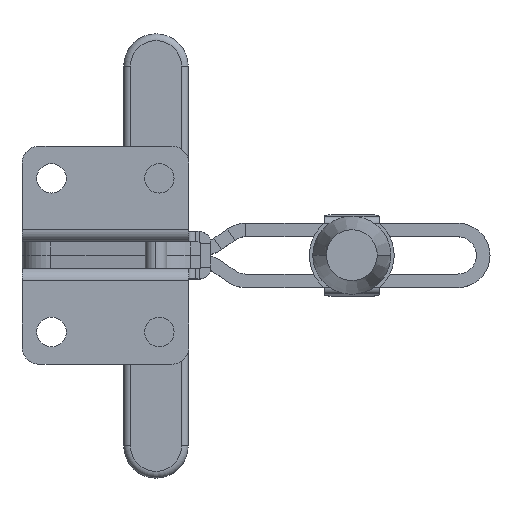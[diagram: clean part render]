
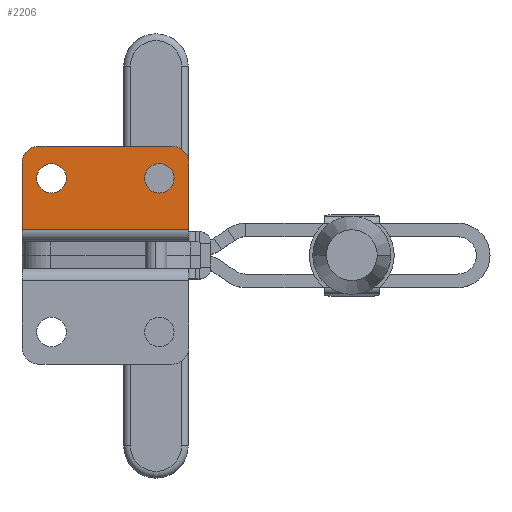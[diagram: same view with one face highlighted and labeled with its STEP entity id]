
A CAD part, top view. The second image highlights one B-rep face of the part: STEP entity #2206.
In plain terms, the highlighted planar face has unit normal (0, 0, 1).
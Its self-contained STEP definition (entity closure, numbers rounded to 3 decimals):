
#380 = CIRCLE ( 'NONE', #30827, 4.35 ) ;
#415 = CIRCLE ( 'NONE', #30835, 4.35 ) ;
#915 = LINE ( 'NONE', #5814, #918 ) ;
#918 = VECTOR ( 'NONE', #5815, 1000. ) ;
#919 = LINE ( 'NONE', #5817, #922 ) ;
#922 = VECTOR ( 'NONE', #5819, 1000. ) ;
#2206 = ADVANCED_FACE ( 'NONE', ( #25000, #25006, #25004 ), #19138, .F. ) ;
#2313 = CARTESIAN_POINT ( 'NONE',  ( -15.2, 22.65, 68. ) ) ;
#2315 = DIRECTION ( 'NONE',  ( 0., 0., -1. ) ) ;
#2316 = DIRECTION ( 'NONE',  ( 0., 1., 0. ) ) ;
#3907 = CARTESIAN_POINT ( 'NONE',  ( -47., 22.65, 68. ) ) ;
#3908 = DIRECTION ( 'NONE',  ( 0., 0., -1. ) ) ;
#3909 = DIRECTION ( 'NONE',  ( 0., 1., 0. ) ) ;
#5814 = CARTESIAN_POINT ( 'NONE',  ( -6.5, 7., 68. ) ) ;
#5815 = DIRECTION ( 'NONE',  ( 0., -1., 0. ) ) ;
#5817 = CARTESIAN_POINT ( 'NONE',  ( -11.5, 7.5, 68. ) ) ;
#5819 = DIRECTION ( 'NONE',  ( -1., 0., 0. ) ) ;
#7148 = CARTESIAN_POINT ( 'NONE',  ( -47., 18.3, 68. ) ) ;
#7220 = CARTESIAN_POINT ( 'NONE',  ( -15.2, 27., 68. ) ) ;
#7223 = CARTESIAN_POINT ( 'NONE',  ( -15.2, 18.3, 68. ) ) ;
#7291 = CARTESIAN_POINT ( 'NONE',  ( -47., 27., 68. ) ) ;
#11546 = EDGE_CURVE ( 'NONE', #12693, #13237, #16323, .T. ) ;
#11547 = EDGE_CURVE ( 'NONE', #13237, #12635, #16325, .T. ) ;
#11548 = EDGE_CURVE ( 'NONE', #12635, #12777, #16326, .T. ) ;
#11549 = EDGE_CURVE ( 'NONE', #24752, #24569, #16324, .T. ) ;
#11550 = EDGE_CURVE ( 'NONE', #24662, #24666, #16328, .T. ) ;
#11552 = EDGE_CURVE ( 'NONE', #13106, #12693, #16330, .T. ) ;
#12273 = AXIS2_PLACEMENT_3D ( 'NONE', #19141, #19124, #19131 ) ;
#12618 = VERTEX_POINT ( 'NONE', #29225 ) ;
#12635 = VERTEX_POINT ( 'NONE', #29308 ) ;
#12693 = VERTEX_POINT ( 'NONE', #29554 ) ;
#12777 = VERTEX_POINT ( 'NONE', #29708 ) ;
#13106 = VERTEX_POINT ( 'NONE', #19375 ) ;
#13237 = VERTEX_POINT ( 'NONE', #19505 ) ;
#16323 = CIRCLE ( 'NONE', #22567, 5. ) ;
#16324 = CIRCLE ( 'NONE', #22569, 4.35 ) ;
#16325 = LINE ( 'NONE', #16997, #16327 ) ;
#16326 = CIRCLE ( 'NONE', #22568, 5. ) ;
#16327 = VECTOR ( 'NONE', #17004, 1000. ) ;
#16328 = CIRCLE ( 'NONE', #22570, 4.35 ) ;
#16330 = LINE ( 'NONE', #17019, #16334 ) ;
#16334 = VECTOR ( 'NONE', #17025, 1000. ) ;
#16997 = CARTESIAN_POINT ( 'NONE',  ( -11.5, 32.15, 68. ) ) ;
#17004 = DIRECTION ( 'NONE',  ( 1., 0., 0. ) ) ;
#17009 = CARTESIAN_POINT ( 'NONE',  ( -50.7, 27.15, 68. ) ) ;
#17010 = DIRECTION ( 'NONE',  ( 0., 0., -1. ) ) ;
#17011 = DIRECTION ( 'NONE',  ( 0., -1., 0. ) ) ;
#17013 = CARTESIAN_POINT ( 'NONE',  ( -11.5, 27.15, 68. ) ) ;
#17014 = DIRECTION ( 'NONE',  ( 0., 0., -1. ) ) ;
#17015 = DIRECTION ( 'NONE',  ( 0., -1., 0. ) ) ;
#17016 = CARTESIAN_POINT ( 'NONE',  ( -47., 22.65, 68. ) ) ;
#17017 = DIRECTION ( 'NONE',  ( 0., 0., -1. ) ) ;
#17018 = DIRECTION ( 'NONE',  ( 0., 1., 0. ) ) ;
#17019 = CARTESIAN_POINT ( 'NONE',  ( -55.7, 27.15, 68. ) ) ;
#17021 = CARTESIAN_POINT ( 'NONE',  ( -15.2, 22.65, 68. ) ) ;
#17022 = DIRECTION ( 'NONE',  ( 0., 0., -1. ) ) ;
#17023 = DIRECTION ( 'NONE',  ( 0., 1., 0. ) ) ;
#17025 = DIRECTION ( 'NONE',  ( 0., 1., 0. ) ) ;
#19007 = EDGE_CURVE ( 'NONE', #24666, #24662, #380, .T. ) ;
#19046 = EDGE_CURVE ( 'NONE', #24569, #24752, #415, .T. ) ;
#19124 = DIRECTION ( 'NONE',  ( 0., 0., -1. ) ) ;
#19131 = DIRECTION ( 'NONE',  ( 0., -1., 0. ) ) ;
#19138 = PLANE ( 'NONE',  #12273 ) ;
#19141 = CARTESIAN_POINT ( 'NONE',  ( -11.5, 27.15, 68. ) ) ;
#19375 = CARTESIAN_POINT ( 'NONE',  ( -55.7, 7.5, 68. ) ) ;
#19505 = CARTESIAN_POINT ( 'NONE',  ( -50.7, 32.15, 68. ) ) ;
#20674 = EDGE_CURVE ( 'NONE', #12777, #12618, #915, .T. ) ;
#20676 = EDGE_CURVE ( 'NONE', #12618, #13106, #919, .T. ) ;
#22567 = AXIS2_PLACEMENT_3D ( 'NONE', #17009, #17010, #17011 ) ;
#22568 = AXIS2_PLACEMENT_3D ( 'NONE', #17013, #17014, #17015 ) ;
#22569 = AXIS2_PLACEMENT_3D ( 'NONE', #17016, #17017, #17018 ) ;
#22570 = AXIS2_PLACEMENT_3D ( 'NONE', #17021, #17022, #17023 ) ;
#24089 = EDGE_LOOP ( 'NONE', ( #25512, #25513, #25514, #25515, #25516, #25517 ) ) ;
#24099 = EDGE_LOOP ( 'NONE', ( #25510, #25511 ) ) ;
#24107 = EDGE_LOOP ( 'NONE', ( #25508, #25509 ) ) ;
#24569 = VERTEX_POINT ( 'NONE', #7148 ) ;
#24662 = VERTEX_POINT ( 'NONE', #7220 ) ;
#24666 = VERTEX_POINT ( 'NONE', #7223 ) ;
#24752 = VERTEX_POINT ( 'NONE', #7291 ) ;
#25000 = FACE_BOUND ( 'NONE', #24107, .T. ) ;
#25004 = FACE_OUTER_BOUND ( 'NONE', #24089, .T. ) ;
#25006 = FACE_BOUND ( 'NONE', #24099, .T. ) ;
#25508 = ORIENTED_EDGE ( 'NONE', *, *, #11550, .T. ) ;
#25509 = ORIENTED_EDGE ( 'NONE', *, *, #19007, .T. ) ;
#25510 = ORIENTED_EDGE ( 'NONE', *, *, #11549, .T. ) ;
#25511 = ORIENTED_EDGE ( 'NONE', *, *, #19046, .T. ) ;
#25512 = ORIENTED_EDGE ( 'NONE', *, *, #20676, .F. ) ;
#25513 = ORIENTED_EDGE ( 'NONE', *, *, #20674, .F. ) ;
#25514 = ORIENTED_EDGE ( 'NONE', *, *, #11548, .F. ) ;
#25515 = ORIENTED_EDGE ( 'NONE', *, *, #11547, .F. ) ;
#25516 = ORIENTED_EDGE ( 'NONE', *, *, #11546, .F. ) ;
#25517 = ORIENTED_EDGE ( 'NONE', *, *, #11552, .F. ) ;
#29225 = CARTESIAN_POINT ( 'NONE',  ( -6.5, 7.5, 68. ) ) ;
#29308 = CARTESIAN_POINT ( 'NONE',  ( -11.5, 32.15, 68. ) ) ;
#29554 = CARTESIAN_POINT ( 'NONE',  ( -55.7, 27.15, 68. ) ) ;
#29708 = CARTESIAN_POINT ( 'NONE',  ( -6.5, 27.15, 68. ) ) ;
#30827 = AXIS2_PLACEMENT_3D ( 'NONE', #2313, #2315, #2316 ) ;
#30835 = AXIS2_PLACEMENT_3D ( 'NONE', #3907, #3908, #3909 ) ;
